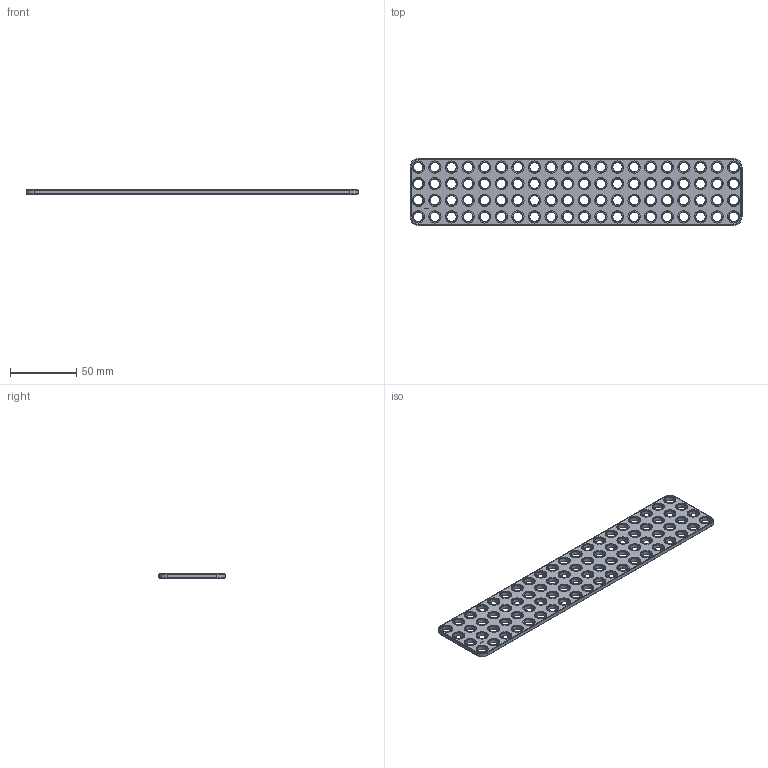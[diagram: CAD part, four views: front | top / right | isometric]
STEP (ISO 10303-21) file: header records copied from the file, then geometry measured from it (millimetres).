
FILE_DESCRIPTION(('FreeCAD Model'),'2;1');
FILE_NAME('Open CASCADE Shape Model','2024-10-09T00:49:02',(''),(''), 'Open CASCADE STEP processor 7.7','FreeCAD','Unknown');
FILE_SCHEMA(('AUTOMOTIVE_DESIGN { 1 0 10303 214 1 1 1 1 }'));
Length unit declared in the file: millimetre
Products named in the file (1): Plate RCT CRNR BU20x04x00.25 - SPN-PLT-0240 (stemfie.org)
Bounding box: 250 x 50 x 3.12 mm (x, y, z)
Volume: 27784.9 mm3; surface area: 25888 mm2
Topology: 1 solids, 1 shells, 873 faces, 2098 edges, 1340 vertices
Faces by surface type: plane 409, cylinder 168, cone 168, extrusion 128
Full cylindrical faces by diameter (mm): 7 x80, 9.2 x80
Entity records: 25969 total; most frequent: CARTESIAN_POINT 5363, ORIENTED_EDGE 4196, DIRECTION 3966, EDGE_CURVE 2098, VECTOR 1466, VERTEX_POINT 1340, LINE 1338, AXIS2_PLACEMENT_3D 1250
